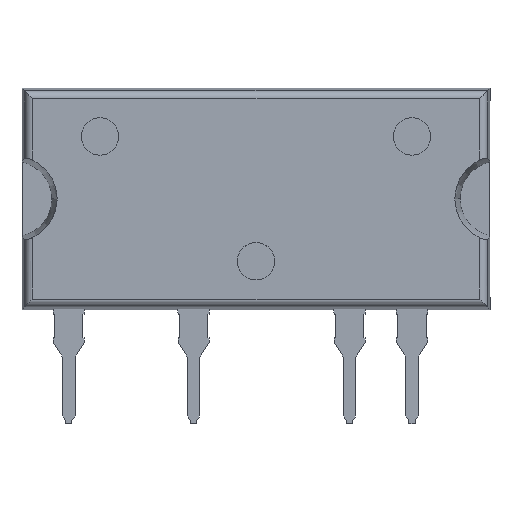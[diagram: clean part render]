
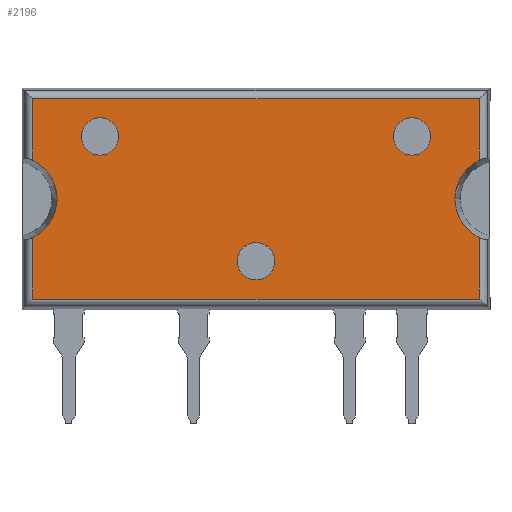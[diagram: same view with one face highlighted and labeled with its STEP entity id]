
A CAD part, top view. The second image highlights one B-rep face of the part: STEP entity #2196.
In plain terms, the highlighted planar face has unit normal (0, 0, 1).
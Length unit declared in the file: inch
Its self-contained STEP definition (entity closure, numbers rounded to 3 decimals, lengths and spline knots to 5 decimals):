
#43 = DIRECTION ( 'NONE',  ( 0., 0., 1. ) ) ;
#102 = EDGE_CURVE ( 'NONE', #3818, #1093, #3789, .T. ) ;
#126 = ORIENTED_EDGE ( 'NONE', *, *, #494, .F. ) ;
#168 = CARTESIAN_POINT ( 'NONE',  ( 0.56, 0.707, 0.0825 ) ) ;
#210 = VERTEX_POINT ( 'NONE', #2367 ) ;
#243 = EDGE_CURVE ( 'NONE', #799, #3818, #2023, .T. ) ;
#295 = ORIENTED_EDGE ( 'NONE', *, *, #473, .T. ) ;
#349 = CARTESIAN_POINT ( 'NONE',  ( -0.6375, 0.507, 0.0825 ) ) ;
#389 = AXIS2_PLACEMENT_3D ( 'NONE', #3469, #814, #3146 ) ;
#394 = PLANE ( 'NONE',  #495 ) ;
#409 = VERTEX_POINT ( 'NONE', #168 ) ;
#419 = VECTOR ( 'NONE', #4238, 39.37008 ) ;
#429 = DIRECTION ( 'NONE',  ( 0., 1., 0. ) ) ;
#438 = ORIENTED_EDGE ( 'NONE', *, *, #4285, .T. ) ;
#455 = DIRECTION ( 'NONE',  ( 1., 0., 0. ) ) ;
#463 = CARTESIAN_POINT ( 'NONE',  ( 0.71622, 0.3827, 0.0825 ) ) ;
#473 = EDGE_CURVE ( 'NONE', #799, #210, #3014, .T. ) ;
#492 = ORIENTED_EDGE ( 'NONE', *, *, #2853, .T. ) ;
#494 = EDGE_CURVE ( 'NONE', #2510, #2343, #527, .T. ) ;
#495 = AXIS2_PLACEMENT_3D ( 'NONE', #2726, #745, #3054 ) ;
#506 = ORIENTED_EDGE ( 'NONE', *, *, #243, .F. ) ;
#525 = ORIENTED_EDGE ( 'NONE', *, *, #2672, .F. ) ;
#527 = CIRCLE ( 'NONE', #389, 0.06 ) ;
#537 = CARTESIAN_POINT ( 'NONE',  ( 0.5, 0.707, 0.0825 ) ) ;
#541 = CIRCLE ( 'NONE', #2524, 0.06 ) ;
#545 = ORIENTED_EDGE ( 'NONE', *, *, #596, .T. ) ;
#547 = DIRECTION ( 'NONE',  ( 0., 1., 0. ) ) ;
#556 = AXIS2_PLACEMENT_3D ( 'NONE', #3064, #3755, #455 ) ;
#596 = EDGE_CURVE ( 'NONE', #650, #409, #3935, .T. ) ;
#602 = VECTOR ( 'NONE', #772, 39.37008 ) ;
#610 = CARTESIAN_POINT ( 'NONE',  ( -0.71622, 0.82822, 0.0825 ) ) ;
#629 = CARTESIAN_POINT ( 'NONE',  ( 0., 0.307, 0.0825 ) ) ;
#635 = CARTESIAN_POINT ( 'NONE',  ( -0.71622, 0.6313, 0.0825 ) ) ;
#645 = CARTESIAN_POINT ( 'NONE',  ( 0.44, 0.707, 0.0825 ) ) ;
#650 = VERTEX_POINT ( 'NONE', #645 ) ;
#658 = EDGE_CURVE ( 'NONE', #1779, #1626, #4051, .T. ) ;
#683 = AXIS2_PLACEMENT_3D ( 'NONE', #629, #929, #1268 ) ;
#684 = VERTEX_POINT ( 'NONE', #610 ) ;
#693 = ORIENTED_EDGE ( 'NONE', *, *, #3810, .T. ) ;
#706 = CARTESIAN_POINT ( 'NONE',  ( 0.5, 0.707, 0.0825 ) ) ;
#745 = DIRECTION ( 'NONE',  ( 0., 0., -1. ) ) ;
#772 = DIRECTION ( 'NONE',  ( 0., -1., 0. ) ) ;
#775 = EDGE_CURVE ( 'NONE', #2343, #2510, #541, .T. ) ;
#799 = VERTEX_POINT ( 'NONE', #3368 ) ;
#811 = DIRECTION ( 'NONE',  ( 1., 0., 0. ) ) ;
#814 = DIRECTION ( 'NONE',  ( 0., 0., 1. ) ) ;
#817 = LINE ( 'NONE', #2752, #602 ) ;
#841 = CARTESIAN_POINT ( 'NONE',  ( 0.71622, 0.18578, 0.0825 ) ) ;
#929 = DIRECTION ( 'NONE',  ( 0., 0., 1. ) ) ;
#972 = CARTESIAN_POINT ( 'NONE',  ( 0.06, 0.307, 0.0825 ) ) ;
#995 = VERTEX_POINT ( 'NONE', #1784 ) ;
#1093 = VERTEX_POINT ( 'NONE', #635 ) ;
#1110 = ORIENTED_EDGE ( 'NONE', *, *, #775, .F. ) ;
#1126 = FACE_BOUND ( 'NONE', #2402, .T. ) ;
#1167 = CARTESIAN_POINT ( 'NONE',  ( -0.71622, 0.16366, 0.0825 ) ) ;
#1176 = VECTOR ( 'NONE', #547, 39.37008 ) ;
#1206 = CARTESIAN_POINT ( 'NONE',  ( 0.71622, 0.85034, 0.0825 ) ) ;
#1268 = DIRECTION ( 'NONE',  ( 1., 0., 0. ) ) ;
#1288 = CARTESIAN_POINT ( 'NONE',  ( -0.44, 0.707, 0.0825 ) ) ;
#1293 = VECTOR ( 'NONE', #3167, 39.37008 ) ;
#1302 = LINE ( 'NONE', #2422, #2973 ) ;
#1312 = ORIENTED_EDGE ( 'NONE', *, *, #2169, .T. ) ;
#1318 = CARTESIAN_POINT ( 'NONE',  ( 0.775, 0.507, 0.0825 ) ) ;
#1342 = CIRCLE ( 'NONE', #3919, 0.06 ) ;
#1351 = DIRECTION ( 'NONE',  ( 1., 0., 0. ) ) ;
#1374 = VERTEX_POINT ( 'NONE', #2509 ) ;
#1438 = AXIS2_PLACEMENT_3D ( 'NONE', #4000, #2325, #3364 ) ;
#1502 = LINE ( 'NONE', #2479, #419 ) ;
#1548 = ORIENTED_EDGE ( 'NONE', *, *, #102, .F. ) ;
#1626 = VERTEX_POINT ( 'NONE', #972 ) ;
#1665 = ORIENTED_EDGE ( 'NONE', *, *, #4198, .T. ) ;
#1697 = FACE_BOUND ( 'NONE', #3702, .T. ) ;
#1779 = VERTEX_POINT ( 'NONE', #3365 ) ;
#1784 = CARTESIAN_POINT ( 'NONE',  ( 0.71622, 0.82822, 0.0825 ) ) ;
#1878 = DIRECTION ( 'NONE',  ( 1., 0., 0. ) ) ;
#2023 = CIRCLE ( 'NONE', #556, 0.1375 ) ;
#2056 = AXIS2_PLACEMENT_3D ( 'NONE', #3499, #2798, #811 ) ;
#2081 = LINE ( 'NONE', #1206, #1176 ) ;
#2169 = EDGE_CURVE ( 'NONE', #684, #1093, #817, .T. ) ;
#2196 = ADVANCED_FACE ( 'NONE', ( #1126, #2795, #1697, #3160 ), #394, .F. ) ;
#2325 = DIRECTION ( 'NONE',  ( 0., 0., 1. ) ) ;
#2343 = VERTEX_POINT ( 'NONE', #1288 ) ;
#2347 = DIRECTION ( 'NONE',  ( 0., 0., -1. ) ) ;
#2367 = CARTESIAN_POINT ( 'NONE',  ( -0.71622, 0.18578, 0.0825 ) ) ;
#2374 = DIRECTION ( 'NONE',  ( 0., 0., 1. ) ) ;
#2389 = VECTOR ( 'NONE', #3109, 39.37008 ) ;
#2402 = EDGE_LOOP ( 'NONE', ( #1110, #126 ) ) ;
#2413 = CIRCLE ( 'NONE', #1438, 0.1375 ) ;
#2422 = CARTESIAN_POINT ( 'NONE',  ( 0.71622, 0.85034, 0.0825 ) ) ;
#2455 = VERTEX_POINT ( 'NONE', #463 ) ;
#2466 = CARTESIAN_POINT ( 'NONE',  ( -0.73834, 0.82822, 0.0825 ) ) ;
#2479 = CARTESIAN_POINT ( 'NONE',  ( 0.73834, 0.18578, 0.0825 ) ) ;
#2492 = AXIS2_PLACEMENT_3D ( 'NONE', #1318, #43, #3005 ) ;
#2509 = CARTESIAN_POINT ( 'NONE',  ( 0.6375, 0.507, 0.0825 ) ) ;
#2510 = VERTEX_POINT ( 'NONE', #4120 ) ;
#2523 = EDGE_CURVE ( 'NONE', #1626, #1779, #2878, .T. ) ;
#2524 = AXIS2_PLACEMENT_3D ( 'NONE', #2679, #2374, #1351 ) ;
#2561 = CIRCLE ( 'NONE', #2492, 0.1375 ) ;
#2614 = CARTESIAN_POINT ( 'NONE',  ( -0.775, 0.507, 0.0825 ) ) ;
#2664 = EDGE_CURVE ( 'NONE', #3068, #1374, #2561, .T. ) ;
#2671 = EDGE_LOOP ( 'NONE', ( #3955, #2966 ) ) ;
#2672 = EDGE_CURVE ( 'NONE', #1374, #2455, #2413, .T. ) ;
#2679 = CARTESIAN_POINT ( 'NONE',  ( -0.5, 0.707, 0.0825 ) ) ;
#2726 = CARTESIAN_POINT ( 'NONE',  ( -0.75, 0.862, 0.0825 ) ) ;
#2752 = CARTESIAN_POINT ( 'NONE',  ( -0.71622, 0.16366, 0.0825 ) ) ;
#2795 = FACE_BOUND ( 'NONE', #2671, .T. ) ;
#2798 = DIRECTION ( 'NONE',  ( 0., 0., 1. ) ) ;
#2807 = LINE ( 'NONE', #2466, #2389 ) ;
#2853 = EDGE_CURVE ( 'NONE', #3068, #995, #1302, .T. ) ;
#2859 = CARTESIAN_POINT ( 'NONE',  ( 0.71622, 0.6313, 0.0825 ) ) ;
#2878 = CIRCLE ( 'NONE', #2056, 0.06 ) ;
#2916 = DIRECTION ( 'NONE',  ( 1., 0., 0. ) ) ;
#2966 = ORIENTED_EDGE ( 'NONE', *, *, #658, .F. ) ;
#2973 = VECTOR ( 'NONE', #429, 39.37008 ) ;
#3005 = DIRECTION ( 'NONE',  ( -1., 0., 0. ) ) ;
#3014 = LINE ( 'NONE', #1167, #1293 ) ;
#3054 = DIRECTION ( 'NONE',  ( -1., 0., 0. ) ) ;
#3064 = CARTESIAN_POINT ( 'NONE',  ( -0.775, 0.507, 0.0825 ) ) ;
#3068 = VERTEX_POINT ( 'NONE', #2859 ) ;
#3109 = DIRECTION ( 'NONE',  ( -1., 0., 0. ) ) ;
#3146 = DIRECTION ( 'NONE',  ( 1., 0., 0. ) ) ;
#3160 = FACE_OUTER_BOUND ( 'NONE', #3400, .T. ) ;
#3167 = DIRECTION ( 'NONE',  ( 0., -1., 0. ) ) ;
#3364 = DIRECTION ( 'NONE',  ( -1., 0., 0. ) ) ;
#3365 = CARTESIAN_POINT ( 'NONE',  ( -0.06, 0.307, 0.0825 ) ) ;
#3368 = CARTESIAN_POINT ( 'NONE',  ( -0.71622, 0.3827, 0.0825 ) ) ;
#3386 = DIRECTION ( 'NONE',  ( 1., 0., 0. ) ) ;
#3400 = EDGE_LOOP ( 'NONE', ( #1312, #1548, #506, #295, #3988, #438, #525, #3447, #492, #1665 ) ) ;
#3447 = ORIENTED_EDGE ( 'NONE', *, *, #2664, .F. ) ;
#3469 = CARTESIAN_POINT ( 'NONE',  ( -0.5, 0.707, 0.0825 ) ) ;
#3499 = CARTESIAN_POINT ( 'NONE',  ( 0., 0.307, 0.0825 ) ) ;
#3527 = DIRECTION ( 'NONE',  ( 0., 0., -1. ) ) ;
#3574 = AXIS2_PLACEMENT_3D ( 'NONE', #537, #3527, #1878 ) ;
#3586 = DIRECTION ( 'NONE',  ( 0., 0., 1. ) ) ;
#3602 = VERTEX_POINT ( 'NONE', #841 ) ;
#3634 = EDGE_CURVE ( 'NONE', #210, #3602, #1502, .T. ) ;
#3702 = EDGE_LOOP ( 'NONE', ( #693, #545 ) ) ;
#3755 = DIRECTION ( 'NONE',  ( 0., 0., 1. ) ) ;
#3789 = CIRCLE ( 'NONE', #4187, 0.1375 ) ;
#3810 = EDGE_CURVE ( 'NONE', #409, #650, #1342, .T. ) ;
#3818 = VERTEX_POINT ( 'NONE', #349 ) ;
#3919 = AXIS2_PLACEMENT_3D ( 'NONE', #706, #2347, #3386 ) ;
#3935 = CIRCLE ( 'NONE', #3574, 0.06 ) ;
#3955 = ORIENTED_EDGE ( 'NONE', *, *, #2523, .F. ) ;
#3988 = ORIENTED_EDGE ( 'NONE', *, *, #3634, .T. ) ;
#4000 = CARTESIAN_POINT ( 'NONE',  ( 0.775, 0.507, 0.0825 ) ) ;
#4051 = CIRCLE ( 'NONE', #683, 0.06 ) ;
#4120 = CARTESIAN_POINT ( 'NONE',  ( -0.56, 0.707, 0.0825 ) ) ;
#4187 = AXIS2_PLACEMENT_3D ( 'NONE', #2614, #3586, #2916 ) ;
#4198 = EDGE_CURVE ( 'NONE', #995, #684, #2807, .T. ) ;
#4238 = DIRECTION ( 'NONE',  ( 1., 0., 0. ) ) ;
#4285 = EDGE_CURVE ( 'NONE', #3602, #2455, #2081, .T. ) ;
